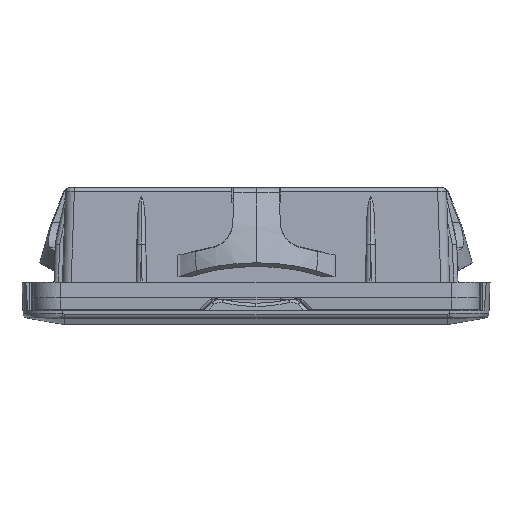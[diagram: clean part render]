
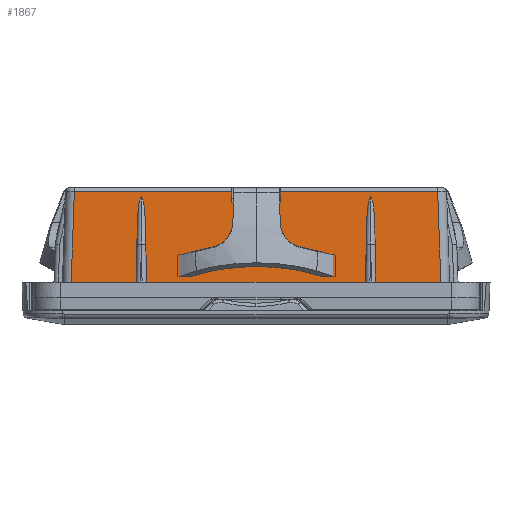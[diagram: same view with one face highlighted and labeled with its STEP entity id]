
A CAD part, front view. The second image highlights one B-rep face of the part: STEP entity #1867.
In plain terms, the highlighted planar face has unit normal (0, -0.999, 0.035).
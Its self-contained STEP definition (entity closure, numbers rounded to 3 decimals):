
#860=FACE_OUTER_BOUND('',#4311,.T.);
#1867=ADVANCED_FACE('',(#860),#2733,.T.);
#2733=PLANE('',#19438);
#3566=ELLIPSE('',#19243,5.76,1.);
#3568=ELLIPSE('',#19246,5.76,1.);
#3615=ELLIPSE('',#19436,5.76,1.);
#3616=ELLIPSE('',#19437,5.76,1.);
#4311=EDGE_LOOP('',(#9654,#9655,#9656,#9657,#9658,#9659,#9660,#9661,#9662,
#9663,#9664,#9665,#9666,#9667,#9668,#9669,#9670,#9671));
#5380=LINE('',#27377,#6883);
#5382=LINE('',#27385,#6885);
#5385=LINE('',#27391,#6888);
#5462=LINE('',#28055,#6965);
#5466=LINE('',#28061,#6969);
#5471=LINE('',#28075,#6974);
#5552=LINE('',#28495,#7055);
#5553=LINE('',#28497,#7056);
#5554=LINE('',#28503,#7057);
#5555=LINE('',#28505,#7058);
#5556=LINE('',#28507,#7059);
#5557=LINE('',#28509,#7060);
#5558=LINE('',#28511,#7061);
#5559=LINE('',#28513,#7062);
#6883=VECTOR('',#21465,1.);
#6885=VECTOR('',#21473,1.);
#6888=VECTOR('',#21478,1.);
#6965=VECTOR('',#21759,1.);
#6969=VECTOR('',#21765,1.);
#6974=VECTOR('',#21782,1.);
#7055=VECTOR('',#22011,1.);
#7056=VECTOR('',#22012,1.);
#7057=VECTOR('',#22017,1.);
#7058=VECTOR('',#22018,1.);
#7059=VECTOR('',#22019,1.);
#7060=VECTOR('',#22020,1.);
#7061=VECTOR('',#22021,1.);
#7062=VECTOR('',#22022,1.);
#9654=ORIENTED_EDGE('',*,*,#16379,.T.);
#9655=ORIENTED_EDGE('',*,*,#16380,.T.);
#9656=ORIENTED_EDGE('',*,*,#16381,.T.);
#9657=ORIENTED_EDGE('',*,*,#16382,.T.);
#9658=ORIENTED_EDGE('',*,*,#16383,.F.);
#9659=ORIENTED_EDGE('',*,*,#16384,.T.);
#9660=ORIENTED_EDGE('',*,*,#16385,.T.);
#9661=ORIENTED_EDGE('',*,*,#16386,.T.);
#9662=ORIENTED_EDGE('',*,*,#16387,.F.);
#9663=ORIENTED_EDGE('',*,*,#16388,.F.);
#9664=ORIENTED_EDGE('',*,*,#16072,.T.);
#9665=ORIENTED_EDGE('',*,*,#16069,.F.);
#9666=ORIENTED_EDGE('',*,*,#16065,.F.);
#9667=ORIENTED_EDGE('',*,*,#16221,.F.);
#9668=ORIENTED_EDGE('',*,*,#16225,.T.);
#9669=ORIENTED_EDGE('',*,*,#16062,.F.);
#9670=ORIENTED_EDGE('',*,*,#16060,.F.);
#9671=ORIENTED_EDGE('',*,*,#16232,.F.);
#14055=VERTEX_POINT('',#26951);
#14103=VERTEX_POINT('',#27366);
#14104=VERTEX_POINT('',#27368);
#14105=VERTEX_POINT('',#27372);
#14107=VERTEX_POINT('',#27378);
#14108=VERTEX_POINT('',#27382);
#14112=VERTEX_POINT('',#27392);
#14202=VERTEX_POINT('',#28054);
#14207=VERTEX_POINT('',#28076);
#14332=VERTEX_POINT('',#28496);
#14333=VERTEX_POINT('',#28498);
#14334=VERTEX_POINT('',#28500);
#14335=VERTEX_POINT('',#28502);
#14336=VERTEX_POINT('',#28504);
#14337=VERTEX_POINT('',#28506);
#14338=VERTEX_POINT('',#28508);
#14339=VERTEX_POINT('',#28510);
#14340=VERTEX_POINT('',#28512);
#16060=EDGE_CURVE('',#14103,#14104,#3566,.T.);
#16062=EDGE_CURVE('',#14104,#14105,#3568,.T.);
#16065=EDGE_CURVE('',#14107,#14055,#5380,.T.);
#16069=EDGE_CURVE('',#14055,#14108,#5382,.T.);
#16072=EDGE_CURVE('',#14112,#14108,#5385,.T.);
#16221=EDGE_CURVE('',#14202,#14107,#5462,.T.);
#16225=EDGE_CURVE('',#14202,#14105,#5466,.T.);
#16232=EDGE_CURVE('',#14207,#14103,#5471,.T.);
#16379=EDGE_CURVE('',#14207,#14332,#5552,.T.);
#16380=EDGE_CURVE('',#14332,#14333,#5553,.T.);
#16381=EDGE_CURVE('',#14333,#14334,#3615,.T.);
#16382=EDGE_CURVE('',#14334,#14335,#3616,.T.);
#16383=EDGE_CURVE('',#14336,#14335,#5554,.T.);
#16384=EDGE_CURVE('',#14336,#14337,#5555,.T.);
#16385=EDGE_CURVE('',#14337,#14338,#5556,.T.);
#16386=EDGE_CURVE('',#14338,#14339,#5557,.T.);
#16387=EDGE_CURVE('',#14340,#14339,#5558,.T.);
#16388=EDGE_CURVE('',#14112,#14340,#5559,.T.);
#19243=AXIS2_PLACEMENT_3D('',#27367,#21452,#21453);
#19246=AXIS2_PLACEMENT_3D('',#27371,#21458,#21459);
#19436=AXIS2_PLACEMENT_3D('',#28499,#22013,#22014);
#19437=AXIS2_PLACEMENT_3D('',#28501,#22015,#22016);
#19438=AXIS2_PLACEMENT_3D('',#28514,#22023,#22024);
#21452=DIRECTION('',(0.,-0.999,0.035));
#21453=DIRECTION('',(0.017,-0.035,-0.999));
#21458=DIRECTION('',(0.,-0.999,0.035));
#21459=DIRECTION('',(-0.017,-0.035,-0.999));
#21465=DIRECTION('',(0.035,0.035,0.999));
#21473=DIRECTION('',(1.,0.,0.));
#21478=DIRECTION('',(0.,0.035,0.999));
#21759=DIRECTION('',(-1.,0.,0.));
#21765=DIRECTION('',(0.017,0.035,0.999));
#21782=DIRECTION('',(-0.017,0.035,0.999));
#22011=DIRECTION('',(1.,0.,0.));
#22012=DIRECTION('',(0.017,0.035,0.999));
#22013=DIRECTION('',(0.,0.999,-0.035));
#22014=DIRECTION('',(-0.017,-0.035,-0.999));
#22015=DIRECTION('',(0.,0.999,-0.035));
#22016=DIRECTION('',(0.017,-0.035,-0.999));
#22017=DIRECTION('',(-0.017,0.035,0.999));
#22018=DIRECTION('',(1.,0.,0.));
#22019=DIRECTION('',(-0.035,0.035,0.999));
#22020=DIRECTION('',(-1.,0.,0.));
#22021=DIRECTION('',(0.,0.035,0.999));
#22022=DIRECTION('',(1.,0.,0.));
#22023=DIRECTION('',(0.,-0.999,0.035));
#22024=DIRECTION('',(0.,-0.035,-0.999));
#26951=CARTESIAN_POINT('',(-146.134,-1008.677,25.035));
#27366=CARTESIAN_POINT('',(-129.955,-1008.913,18.27));
#27367=CARTESIAN_POINT('',(-130.955,-1008.914,18.249));
#27368=CARTESIAN_POINT('',(-130.876,-1008.716,23.916));
#27371=CARTESIAN_POINT('',(-130.797,-1008.914,18.249));
#27372=CARTESIAN_POINT('',(-131.797,-1008.913,18.27));
#27377=CARTESIAN_POINT('',(-146.926,-1009.469,2.37));
#27378=CARTESIAN_POINT('',(-146.891,-1009.433,3.383));
#27382=CARTESIAN_POINT('',(-110.276,-1008.677,25.035));
#27385=CARTESIAN_POINT('',(-104.776,-1008.677,25.035));
#27391=CARTESIAN_POINT('',(-110.276,-1009.52,0.9));
#27392=CARTESIAN_POINT('',(-110.276,-1008.76,22.676));
#28054=CARTESIAN_POINT('',(-132.057,-1009.433,3.383));
#28055=CARTESIAN_POINT('',(-146.907,-1009.433,3.383));
#28061=CARTESIAN_POINT('',(-132.092,-1009.503,1.376));
#28075=CARTESIAN_POINT('',(-129.803,-1009.219,9.524));
#28076=CARTESIAN_POINT('',(-129.695,-1009.433,3.383));
#28495=CARTESIAN_POINT('',(-129.687,-1009.433,3.383));
#28496=CARTESIAN_POINT('',(-79.857,-1009.433,3.383));
#28497=CARTESIAN_POINT('',(-79.749,-1009.219,9.524));
#28498=CARTESIAN_POINT('',(-79.597,-1008.913,18.27));
#28499=CARTESIAN_POINT('',(-78.597,-1008.914,18.249));
#28500=CARTESIAN_POINT('',(-78.676,-1008.716,23.916));
#28501=CARTESIAN_POINT('',(-78.755,-1008.914,18.249));
#28502=CARTESIAN_POINT('',(-77.755,-1008.913,18.27));
#28503=CARTESIAN_POINT('',(-77.46,-1009.503,1.376));
#28504=CARTESIAN_POINT('',(-77.495,-1009.433,3.383));
#28505=CARTESIAN_POINT('',(-62.645,-1009.433,3.383));
#28506=CARTESIAN_POINT('',(-62.661,-1009.433,3.383));
#28507=CARTESIAN_POINT('',(-62.626,-1009.469,2.37));
#28508=CARTESIAN_POINT('',(-63.418,-1008.677,25.035));
#28509=CARTESIAN_POINT('',(-104.776,-1008.677,25.035));
#28510=CARTESIAN_POINT('',(-99.276,-1008.677,25.035));
#28511=CARTESIAN_POINT('',(-99.276,-1009.52,0.9));
#28512=CARTESIAN_POINT('',(-99.276,-1008.76,22.676));
#28513=CARTESIAN_POINT('',(-104.776,-1008.76,22.676));
#28514=CARTESIAN_POINT('',(-104.776,-1009.52,0.9));
